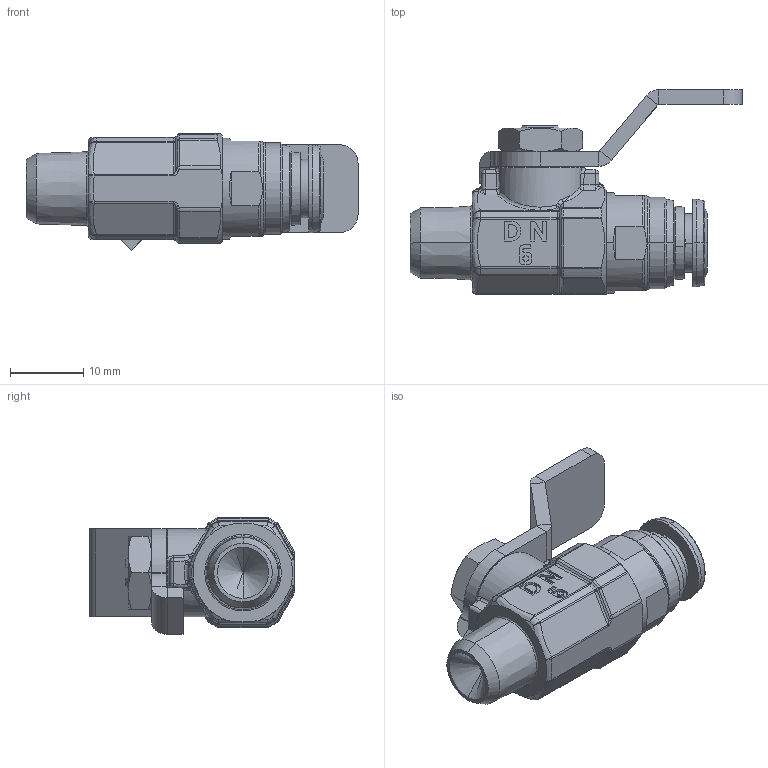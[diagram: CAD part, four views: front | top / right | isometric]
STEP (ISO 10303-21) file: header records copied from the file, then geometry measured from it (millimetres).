
FILE_DESCRIPTION (( 'STEP AP214' ), '1' );
FILE_NAME ('6657000002.STEP', '2019-11-22T12:58:46', ( 'admin' ), ( '' ), 'SwSTEP 2.0', 'SolidWorks 2016', '' );
FILE_SCHEMA (( 'AUTOMOTIVE_DESIGN' ));
Length unit declared in the file: millimetre
Products named in the file (1): 6657000002
Bounding box: 45.37 x 27.95 x 15.91 mm (x, y, z)
Volume: 6584.5 mm3; surface area: 3580.6 mm2
Topology: 1 solids, 1 shells, 454 faces, 1083 edges, 619 vertices
Faces by surface type: plane 127, bspline 115, cylinder 98, cone 53, torus 35, sphere 26
Entity records: 14874 total; most frequent: CARTESIAN_POINT 5430, ORIENTED_EDGE 2114, DIRECTION 1794, EDGE_CURVE 1057, AXIS2_PLACEMENT_3D 719, VERTEX_POINT 619, EDGE_LOOP 474, ADVANCED_FACE 454
